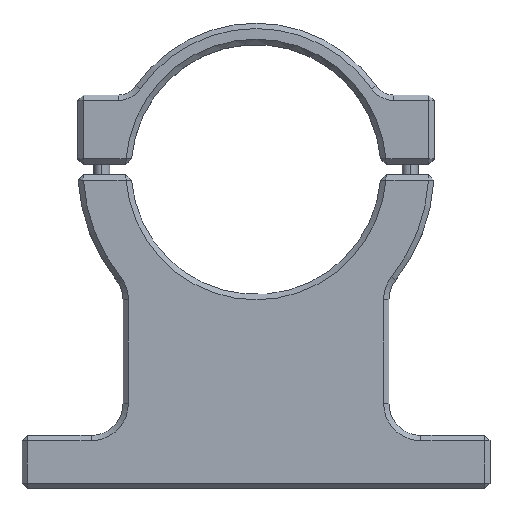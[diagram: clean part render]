
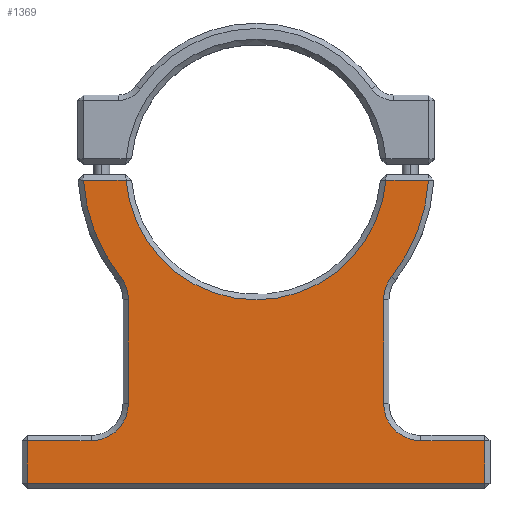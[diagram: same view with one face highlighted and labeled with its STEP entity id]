
A CAD part, top view. The second image highlights one B-rep face of the part: STEP entity #1369.
In plain terms, the highlighted planar face has unit normal (0, 0, 1).
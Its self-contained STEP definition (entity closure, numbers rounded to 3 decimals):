
#13 = DIRECTION ( 'NONE',  ( 0., 0., -1. ) ) ;
#15 = CARTESIAN_POINT ( 'NONE',  ( 25.506, -20.141, 10. ) ) ;
#31 = CARTESIAN_POINT ( 'NONE',  ( 24., -24.48, 10. ) ) ;
#52 = AXIS2_PLACEMENT_3D ( 'NONE', #404, #2522, #709 ) ;
#53 = DIRECTION ( 'NONE',  ( 1., 0., 0. ) ) ;
#54 = DIRECTION ( 'NONE',  ( 1., 0., 0. ) ) ;
#68 = DIRECTION ( 'NONE',  ( 0., 0., -1. ) ) ;
#138 = CARTESIAN_POINT ( 'NONE',  ( 44., -59., 10. ) ) ;
#211 = ORIENTED_EDGE ( 'NONE', *, *, #2524, .T. ) ;
#218 = EDGE_CURVE ( 'NONE', #353, #2342, #1360, .T. ) ;
#278 = VECTOR ( 'NONE', #2790, 1000. ) ;
#316 = DIRECTION ( 'NONE',  ( 1., 0., 0. ) ) ;
#353 = VERTEX_POINT ( 'NONE', #357 ) ;
#357 = CARTESIAN_POINT ( 'NONE',  ( 31., -51., 10. ) ) ;
#366 = VERTEX_POINT ( 'NONE', #368 ) ;
#368 = CARTESIAN_POINT ( 'NONE',  ( 24., -24.48, 10. ) ) ;
#402 = CARTESIAN_POINT ( 'NONE',  ( -25.506, -20.141, 10. ) ) ;
#404 = CARTESIAN_POINT ( 'NONE',  ( 0., 0., 10. ) ) ;
#405 = LINE ( 'NONE', #1711, #1923 ) ;
#429 = ORIENTED_EDGE ( 'NONE', *, *, #931, .T. ) ;
#436 = EDGE_CURVE ( 'NONE', #3026, #1804, #1313, .T. ) ;
#446 = DIRECTION ( 'NONE',  ( 0., 0., 1. ) ) ;
#502 = CIRCLE ( 'NONE', #3046, 32.5 ) ;
#506 = DIRECTION ( 'NONE',  ( 0., 1., 0. ) ) ;
#512 = CARTESIAN_POINT ( 'NONE',  ( -32.438, -2., 10. ) ) ;
#526 = EDGE_CURVE ( 'NONE', #366, #3704, #1732, .T. ) ;
#574 = DIRECTION ( 'NONE',  ( -1., 0., 0. ) ) ;
#663 = DIRECTION ( 'NONE',  ( 0., 0., -1. ) ) ;
#664 = CARTESIAN_POINT ( 'NONE',  ( 31., -44., 10. ) ) ;
#709 = DIRECTION ( 'NONE',  ( 1., 0., 0. ) ) ;
#789 = ORIENTED_EDGE ( 'NONE', *, *, #2824, .T. ) ;
#792 = AXIS2_PLACEMENT_3D ( 'NONE', #3544, #13, #316 ) ;
#848 = FACE_OUTER_BOUND ( 'NONE', #1942, .T. ) ;
#866 = CARTESIAN_POINT ( 'NONE',  ( 0., 0., 10. ) ) ;
#913 = AXIS2_PLACEMENT_3D ( 'NONE', #1877, #68, #2172 ) ;
#915 = CARTESIAN_POINT ( 'NONE',  ( 24., -44., 10. ) ) ;
#931 = EDGE_CURVE ( 'NONE', #2091, #1652, #3631, .T. ) ;
#938 = ORIENTED_EDGE ( 'NONE', *, *, #968, .T. ) ;
#968 = EDGE_CURVE ( 'NONE', #1804, #1477, #405, .T. ) ;
#992 = LINE ( 'NONE', #2583, #278 ) ;
#1014 = CARTESIAN_POINT ( 'NONE',  ( 0., 0., 10. ) ) ;
#1027 = CARTESIAN_POINT ( 'NONE',  ( 43., -51., 10. ) ) ;
#1071 = ORIENTED_EDGE ( 'NONE', *, *, #2523, .T. ) ;
#1115 = DIRECTION ( 'NONE',  ( 0., -1., 0. ) ) ;
#1116 = CIRCLE ( 'NONE', #913, 24.5 ) ;
#1167 = DIRECTION ( 'NONE',  ( 1., 0., 0. ) ) ;
#1225 = LINE ( 'NONE', #1438, #3543 ) ;
#1313 = LINE ( 'NONE', #138, #2825 ) ;
#1360 = CIRCLE ( 'NONE', #2051, 7. ) ;
#1367 = CARTESIAN_POINT ( 'NONE',  ( -24., -24.48, 10. ) ) ;
#1369 = ADVANCED_FACE ( 'NONE', ( #848 ), #3057, .T. ) ;
#1416 = VERTEX_POINT ( 'NONE', #3739 ) ;
#1438 = CARTESIAN_POINT ( 'NONE',  ( 31., -51., 10. ) ) ;
#1444 = CARTESIAN_POINT ( 'NONE',  ( 32.438, -2., 10. ) ) ;
#1477 = VERTEX_POINT ( 'NONE', #1027 ) ;
#1508 = EDGE_CURVE ( 'NONE', #1416, #3075, #992, .T. ) ;
#1586 = VECTOR ( 'NONE', #506, 1000. ) ;
#1631 = EDGE_CURVE ( 'NONE', #1477, #353, #1225, .T. ) ;
#1652 = VERTEX_POINT ( 'NONE', #512 ) ;
#1668 = CARTESIAN_POINT ( 'NONE',  ( -31., -24.48, 10. ) ) ;
#1676 = LINE ( 'NONE', #31, #1586 ) ;
#1700 = CARTESIAN_POINT ( 'NONE',  ( -24., -44., 10. ) ) ;
#1711 = CARTESIAN_POINT ( 'NONE',  ( 43., -50., 10. ) ) ;
#1732 = CIRCLE ( 'NONE', #3810, 7. ) ;
#1740 = CARTESIAN_POINT ( 'NONE',  ( -24.418, -2., 10. ) ) ;
#1757 = DIRECTION ( 'NONE',  ( 0., -1., 0. ) ) ;
#1767 = ORIENTED_EDGE ( 'NONE', *, *, #1631, .T. ) ;
#1804 = VERTEX_POINT ( 'NONE', #2404 ) ;
#1846 = EDGE_CURVE ( 'NONE', #2246, #1416, #2866, .T. ) ;
#1877 = CARTESIAN_POINT ( 'NONE',  ( 0., 0., 10. ) ) ;
#1923 = VECTOR ( 'NONE', #2317, 1000. ) ;
#1942 = EDGE_LOOP ( 'NONE', ( #2559, #429, #789, #2796, #211, #2935, #3203, #1977, #2407, #938, #1767, #3843, #3400, #3846, #1071, #2789 ) ) ;
#1968 = VECTOR ( 'NONE', #2675, 1000. ) ;
#1977 = ORIENTED_EDGE ( 'NONE', *, *, #3038, .T. ) ;
#1978 = DIRECTION ( 'NONE',  ( 1., 0., 0. ) ) ;
#2003 = CIRCLE ( 'NONE', #52, 32.5 ) ;
#2009 = VECTOR ( 'NONE', #574, 1000. ) ;
#2024 = VERTEX_POINT ( 'NONE', #1367 ) ;
#2048 = LINE ( 'NONE', #3532, #2856 ) ;
#2051 = AXIS2_PLACEMENT_3D ( 'NONE', #664, #2868, #54 ) ;
#2091 = VERTEX_POINT ( 'NONE', #1740 ) ;
#2172 = DIRECTION ( 'NONE',  ( 1., 0., 0. ) ) ;
#2192 = VERTEX_POINT ( 'NONE', #402 ) ;
#2246 = VERTEX_POINT ( 'NONE', #1700 ) ;
#2292 = EDGE_CURVE ( 'NONE', #3121, #2513, #2773, .T. ) ;
#2297 = CARTESIAN_POINT ( 'NONE',  ( 23.479, -2., 10. ) ) ;
#2317 = DIRECTION ( 'NONE',  ( 0., 1., 0. ) ) ;
#2332 = CARTESIAN_POINT ( 'NONE',  ( -43., -51., 10. ) ) ;
#2340 = CIRCLE ( 'NONE', #2483, 7. ) ;
#2342 = VERTEX_POINT ( 'NONE', #915 ) ;
#2364 = CARTESIAN_POINT ( 'NONE',  ( -24., -44., 10. ) ) ;
#2374 = EDGE_CURVE ( 'NONE', #2342, #366, #1676, .T. ) ;
#2404 = CARTESIAN_POINT ( 'NONE',  ( 43., -59., 10. ) ) ;
#2407 = ORIENTED_EDGE ( 'NONE', *, *, #436, .T. ) ;
#2483 = AXIS2_PLACEMENT_3D ( 'NONE', #1668, #3794, #1978 ) ;
#2513 = VERTEX_POINT ( 'NONE', #3576 ) ;
#2522 = DIRECTION ( 'NONE',  ( 0., 0., 1. ) ) ;
#2523 = EDGE_CURVE ( 'NONE', #3704, #3121, #502, .T. ) ;
#2524 = EDGE_CURVE ( 'NONE', #2024, #2246, #2817, .T. ) ;
#2556 = DIRECTION ( 'NONE',  ( 1., 0., 0. ) ) ;
#2559 = ORIENTED_EDGE ( 'NONE', *, *, #3333, .T. ) ;
#2583 = CARTESIAN_POINT ( 'NONE',  ( -44., -51., 10. ) ) ;
#2675 = DIRECTION ( 'NONE',  ( -1., 0., 0. ) ) ;
#2760 = AXIS2_PLACEMENT_3D ( 'NONE', #1014, #446, #3076 ) ;
#2773 = LINE ( 'NONE', #2297, #1968 ) ;
#2789 = ORIENTED_EDGE ( 'NONE', *, *, #2292, .T. ) ;
#2790 = DIRECTION ( 'NONE',  ( -1., 0., 0. ) ) ;
#2796 = ORIENTED_EDGE ( 'NONE', *, *, #2952, .T. ) ;
#2817 = LINE ( 'NONE', #2364, #3533 ) ;
#2824 = EDGE_CURVE ( 'NONE', #1652, #2192, #2003, .T. ) ;
#2825 = VECTOR ( 'NONE', #2556, 1000. ) ;
#2856 = VECTOR ( 'NONE', #1115, 1000. ) ;
#2866 = CIRCLE ( 'NONE', #792, 7. ) ;
#2868 = DIRECTION ( 'NONE',  ( 0., 0., -1. ) ) ;
#2935 = ORIENTED_EDGE ( 'NONE', *, *, #1846, .T. ) ;
#2952 = EDGE_CURVE ( 'NONE', #2192, #2024, #2340, .T. ) ;
#2983 = DIRECTION ( 'NONE',  ( 0., 0., 1. ) ) ;
#3005 = CARTESIAN_POINT ( 'NONE',  ( -33.485, -2., 10. ) ) ;
#3026 = VERTEX_POINT ( 'NONE', #3501 ) ;
#3038 = EDGE_CURVE ( 'NONE', #3075, #3026, #2048, .T. ) ;
#3046 = AXIS2_PLACEMENT_3D ( 'NONE', #866, #2983, #1167 ) ;
#3057 = PLANE ( 'NONE',  #2760 ) ;
#3075 = VERTEX_POINT ( 'NONE', #2332 ) ;
#3076 = DIRECTION ( 'NONE',  ( 1., 0., 0. ) ) ;
#3121 = VERTEX_POINT ( 'NONE', #1444 ) ;
#3203 = ORIENTED_EDGE ( 'NONE', *, *, #1508, .T. ) ;
#3333 = EDGE_CURVE ( 'NONE', #2513, #2091, #1116, .T. ) ;
#3400 = ORIENTED_EDGE ( 'NONE', *, *, #2374, .T. ) ;
#3432 = CARTESIAN_POINT ( 'NONE',  ( 31., -24.48, 10. ) ) ;
#3501 = CARTESIAN_POINT ( 'NONE',  ( -43., -59., 10. ) ) ;
#3532 = CARTESIAN_POINT ( 'NONE',  ( -43., -60., 10. ) ) ;
#3533 = VECTOR ( 'NONE', #1757, 1000. ) ;
#3543 = VECTOR ( 'NONE', #3844, 1000. ) ;
#3544 = CARTESIAN_POINT ( 'NONE',  ( -31., -44., 10. ) ) ;
#3576 = CARTESIAN_POINT ( 'NONE',  ( 24.418, -2., 10. ) ) ;
#3631 = LINE ( 'NONE', #3005, #2009 ) ;
#3704 = VERTEX_POINT ( 'NONE', #15 ) ;
#3739 = CARTESIAN_POINT ( 'NONE',  ( -31., -51., 10. ) ) ;
#3794 = DIRECTION ( 'NONE',  ( 0., 0., -1. ) ) ;
#3810 = AXIS2_PLACEMENT_3D ( 'NONE', #3432, #663, #53 ) ;
#3843 = ORIENTED_EDGE ( 'NONE', *, *, #218, .T. ) ;
#3844 = DIRECTION ( 'NONE',  ( -1., 0., 0. ) ) ;
#3846 = ORIENTED_EDGE ( 'NONE', *, *, #526, .T. ) ;
